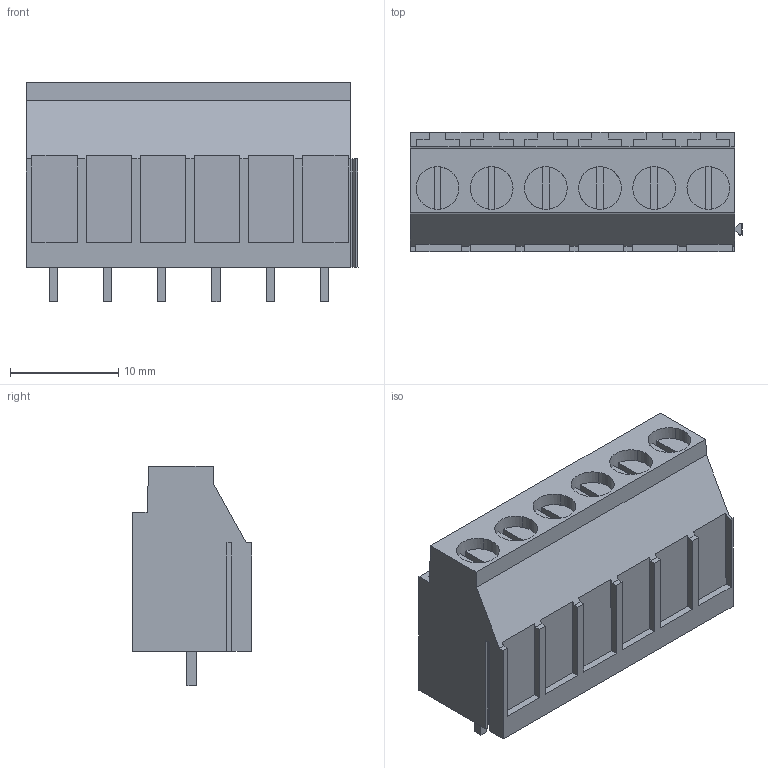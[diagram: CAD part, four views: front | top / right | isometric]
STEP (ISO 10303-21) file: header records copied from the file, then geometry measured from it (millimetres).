
FILE_DESCRIPTION(('CATIA V5 STEP Exchange','CAx-IF Rec.Pracs.--- Model Styling and Organization---1.4--- 2014-01-23'),'2;1');
FILE_NAME ('D1446278_0_1001740000_1001740000.stp','2019-02-28T08:23:54+00:00',('none'),('Weidmueller'),'CATIA Version 5-6 Release 2016 SP3 HF44','CATIA V5 STEP AP214','none');
FILE_SCHEMA(('AUTOMOTIVE_DESIGN { 1 0 10303 214 1 1 1 1 }'));
Length unit declared in the file: millimetre
Products named in the file (1): 1001740000
Bounding box: 30.65 x 11 x 20.3 mm (x, y, z)
Volume: 4349.4 mm3; surface area: 2765.2 mm2
Topology: 1 solids, 1 shells, 291 faces, 783 edges, 518 vertices
Faces by surface type: plane 279, cylinder 12
Entity records: 8698 total; most frequent: ORIENTED_EDGE 1566, CARTESIAN_POINT 1552, DIRECTION 1151, EDGE_CURVE 783, VECTOR 735, LINE 735, VERTEX_POINT 518, EDGE_LOOP 315
